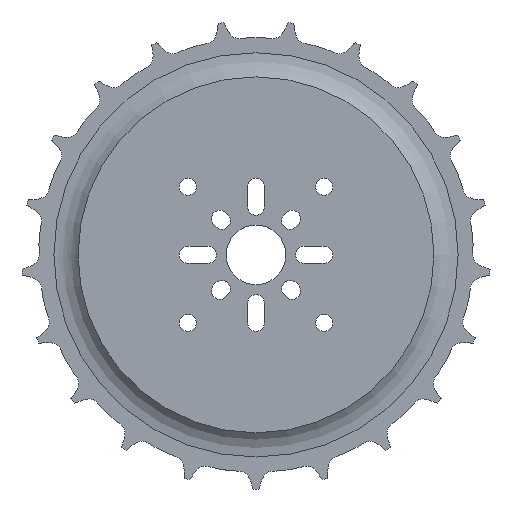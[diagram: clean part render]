
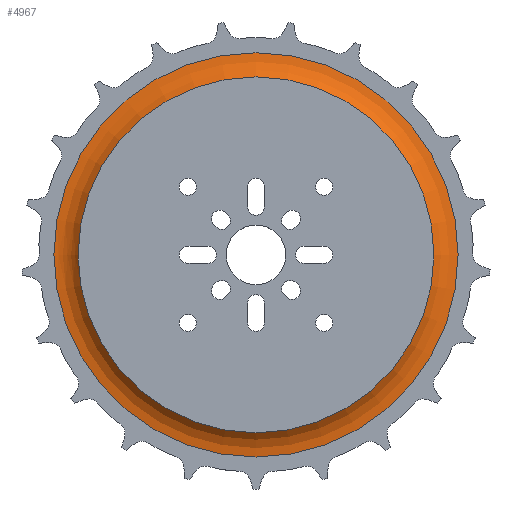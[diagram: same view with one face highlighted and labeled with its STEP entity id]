
A CAD part, top view. The second image highlights one B-rep face of the part: STEP entity #4967.
In plain terms, the highlighted toroidal (fillet/blend) face has major radius 47.5 mm and minor radius 7.5 mm.
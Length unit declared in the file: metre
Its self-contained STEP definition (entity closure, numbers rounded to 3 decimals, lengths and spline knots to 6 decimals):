
#12=TOROIDAL_SURFACE('',#5611,0.0475,0.0075);
#291=CIRCLE('',#5196,0.0475);
#469=CIRCLE('',#5610,0.041822);
#1976=ORIENTED_EDGE('',*,*,#2261,.F.);
#1977=ORIENTED_EDGE('',*,*,#2731,.F.);
#2261=EDGE_CURVE('',#3003,#3003,#291,.T.);
#2731=EDGE_CURVE('',#3243,#3243,#469,.F.);
#3003=VERTEX_POINT('',#7804);
#3243=VERTEX_POINT('',#8798);
#4242=EDGE_LOOP('',(#1976));
#4243=EDGE_LOOP('',(#1977));
#4526=FACE_BOUND('',#4242,.T.);
#4527=FACE_BOUND('',#4243,.T.);
#4967=ADVANCED_FACE('',(#4526,#4527),#12,.F.);
#5196=AXIS2_PLACEMENT_3D('',#7803,#6126,#6127);
#5610=AXIS2_PLACEMENT_3D('',#8797,#7230,#7231);
#5611=AXIS2_PLACEMENT_3D('',#8799,#7232,#7233);
#6126=DIRECTION('',(0.,0.,-1.));
#6127=DIRECTION('',(-1.,0.,0.));
#7230=DIRECTION('',(0.,0.,-1.));
#7231=DIRECTION('',(-1.,0.,0.));
#7232=DIRECTION('',(0.,0.,-1.));
#7233=DIRECTION('',(-1.,0.,0.));
#7803=CARTESIAN_POINT('',(0.,0.,0.00025));
#7804=CARTESIAN_POINT('',(-0.0475,0.,0.00025));
#8797=CARTESIAN_POINT('',(0.,0.,0.00285));
#8798=CARTESIAN_POINT('',(-0.041822,0.,0.00285));
#8799=CARTESIAN_POINT('',(0.,0.,0.00775));
